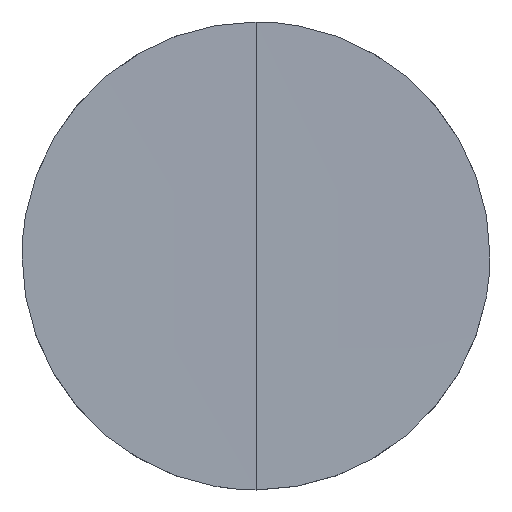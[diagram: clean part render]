
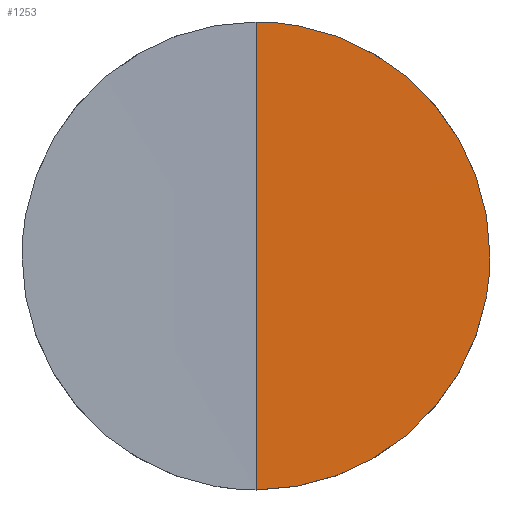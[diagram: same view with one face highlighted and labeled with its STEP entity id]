
A CAD part, top view. The second image highlights one B-rep face of the part: STEP entity #1253.
In plain terms, the highlighted free-form (B-spline) face has degree [3, 3] with [4, 4] control points.
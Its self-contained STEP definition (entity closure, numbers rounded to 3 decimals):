
#47 = B_SPLINE_CURVE_WITH_KNOTS ( 'NONE', 3,
 ( #1288, #795, #1281, #450 ),
 .UNSPECIFIED., .F., .F.,
 ( 4, 4 ),
 ( 0.027, 0.059 ),
 .UNSPECIFIED. ) ;
#81 = VERTEX_POINT ( 'NONE', #272 ) ;
#131 = CARTESIAN_POINT ( 'NONE',  ( 3.365, 20.866, -17.986 ) ) ;
#203 = B_SPLINE_CURVE_WITH_KNOTS ( 'NONE', 3,
 ( #957, #943, #1454, #1625, #483, #1976, #791, #1962, #1447, #2114, #1109, #1298, #799, #297, #1806, #1814, #453, #1648 ),
 .UNSPECIFIED., .F., .F.,
 ( 4, 2, 2, 2, 2, 2, 2, 2, 4 ),
 ( 0.011, 0.012, 0.013, 0.014, 0.014, 0.015, 0.016, 0.017, 0.018 ),
 .UNSPECIFIED. ) ;
#272 = CARTESIAN_POINT ( 'NONE',  ( 0., 20.8, -17.987 ) ) ;
#297 = CARTESIAN_POINT ( 'NONE',  ( 1.545, 20.555, -17.986 ) ) ;
#334 = CARTESIAN_POINT ( 'NONE',  ( 1.548, 11.445, -17.943 ) ) ;
#340 = CARTESIAN_POINT ( 'NONE',  ( 2.927, 12.183, -17.947 ) ) ;
#442 = CARTESIAN_POINT ( 'NONE',  ( 3.341, 11.15, -17.94 ) ) ;
#450 = CARTESIAN_POINT ( 'NONE',  ( 0., 11.2, -17.942 ) ) ;
#453 = CARTESIAN_POINT ( 'NONE',  ( 0.313, 20.8, -17.987 ) ) ;
#474 = VERTEX_POINT ( 'NONE', #1883 ) ;
#483 = CARTESIAN_POINT ( 'NONE',  ( 4.555, 17.546, -17.972 ) ) ;
#512 = CARTESIAN_POINT ( 'NONE',  ( 4.647, 14.755, -17.959 ) ) ;
#519 = B_SPLINE_SURFACE_WITH_KNOTS ( 'NONE', 3, 3, ( 
 ( #633, #1465, #131, #1435 ),
 ( #939, #1128, #603, #2111 ),
 ( #1458, #2120, #1958, #1106 ),
 ( #955, #1797, #442, #625 ) ),
 .UNSPECIFIED., .F., .F., .F.,
 ( 4, 4 ),
 ( 4, 4 ),
 ( 0.027, 0.06 ),
 ( 0., 0.016 ),
 .UNSPECIFIED. ) ;
#603 = CARTESIAN_POINT ( 'NONE',  ( 3.36, 17.152, -17.976 ) ) ;
#625 = CARTESIAN_POINT ( 'NONE',  ( 4.835, 11.15, -17.937 ) ) ;
#633 = CARTESIAN_POINT ( 'NONE',  ( 0., 20.866, -17.987 ) ) ;
#658 = FACE_OUTER_BOUND ( 'NONE', #1276, .T. ) ;
#659 = CARTESIAN_POINT ( 'NONE',  ( 2.405, 11.834, -17.945 ) ) ;
#671 = CARTESIAN_POINT ( 'NONE',  ( 3.174, 12.386, -17.948 ) ) ;
#678 = CARTESIAN_POINT ( 'NONE',  ( 4.8, 15.687, -17.964 ) ) ;
#791 = CARTESIAN_POINT ( 'NONE',  ( 4.164, 18.408, -17.976 ) ) ;
#795 = CARTESIAN_POINT ( 'NONE',  ( 0., 17.136, -17.977 ) ) ;
#799 = CARTESIAN_POINT ( 'NONE',  ( 2.127, 20.314, -17.985 ) ) ;
#826 = CARTESIAN_POINT ( 'NONE',  ( 4.555, 14.453, -17.958 ) ) ;
#886 = VERTEX_POINT ( 'NONE', #1396 ) ;
#939 = CARTESIAN_POINT ( 'NONE',  ( 0., 17.152, -17.977 ) ) ;
#943 = CARTESIAN_POINT ( 'NONE',  ( 4.8, 16.313, -17.966 ) ) ;
#955 = CARTESIAN_POINT ( 'NONE',  ( 0., 11.15, -17.942 ) ) ;
#957 = CARTESIAN_POINT ( 'NONE',  ( 4.8, 16., -17.965 ) ) ;
#991 = ORIENTED_EDGE ( 'NONE', *, *, #2005, .T. ) ;
#993 = CARTESIAN_POINT ( 'NONE',  ( 4.8, 16., -17.965 ) ) ;
#1000 = CARTESIAN_POINT ( 'NONE',  ( 4.315, 13.875, -17.955 ) ) ;
#1106 = CARTESIAN_POINT ( 'NONE',  ( 4.851, 13.982, -17.957 ) ) ;
#1109 = CARTESIAN_POINT ( 'NONE',  ( 2.927, 19.817, -17.983 ) ) ;
#1128 = CARTESIAN_POINT ( 'NONE',  ( 1.748, 17.152, -17.977 ) ) ;
#1197 = ORIENTED_EDGE ( 'NONE', *, *, #1541, .T. ) ;
#1253 = ADVANCED_FACE ( 'NONE', ( #658 ), #519, .T. ) ;
#1276 = EDGE_LOOP ( 'NONE', ( #1864, #991, #1197 ) ) ;
#1281 = CARTESIAN_POINT ( 'NONE',  ( 0., 14.003, -17.962 ) ) ;
#1288 = CARTESIAN_POINT ( 'NONE',  ( 0., 20.8, -17.987 ) ) ;
#1298 = CARTESIAN_POINT ( 'NONE',  ( 2.408, 20.164, -17.984 ) ) ;
#1328 = CARTESIAN_POINT ( 'NONE',  ( 2.129, 11.687, -17.945 ) ) ;
#1396 = CARTESIAN_POINT ( 'NONE',  ( 0., 11.2, -17.942 ) ) ;
#1399 = EDGE_CURVE ( 'NONE', #81, #886, #47, .T. ) ;
#1435 = CARTESIAN_POINT ( 'NONE',  ( 4.869, 20.866, -17.982 ) ) ;
#1447 = CARTESIAN_POINT ( 'NONE',  ( 3.618, 19.17, -17.98 ) ) ;
#1454 = CARTESIAN_POINT ( 'NONE',  ( 4.769, 16.631, -17.968 ) ) ;
#1458 = CARTESIAN_POINT ( 'NONE',  ( 0., 13.982, -17.962 ) ) ;
#1465 = CARTESIAN_POINT ( 'NONE',  ( 1.75, 20.866, -17.987 ) ) ;
#1541 = EDGE_CURVE ( 'NONE', #474, #81, #203, .T. ) ;
#1625 = CARTESIAN_POINT ( 'NONE',  ( 4.646, 17.246, -17.971 ) ) ;
#1648 = CARTESIAN_POINT ( 'NONE',  ( 0., 20.8, -17.987 ) ) ;
#1655 = CARTESIAN_POINT ( 'NONE',  ( 3.815, 13.07, -17.951 ) ) ;
#1669 = CARTESIAN_POINT ( 'NONE',  ( 0.317, 11.2, -17.942 ) ) ;
#1797 = CARTESIAN_POINT ( 'NONE',  ( 1.738, 11.15, -17.942 ) ) ;
#1806 = CARTESIAN_POINT ( 'NONE',  ( 1.246, 20.646, -17.987 ) ) ;
#1814 = CARTESIAN_POINT ( 'NONE',  ( 0.631, 20.769, -17.987 ) ) ;
#1837 = CARTESIAN_POINT ( 'NONE',  ( 0.629, 11.231, -17.942 ) ) ;
#1843 = CARTESIAN_POINT ( 'NONE',  ( 3.617, 12.829, -17.95 ) ) ;
#1856 = CARTESIAN_POINT ( 'NONE',  ( 0., 11.2, -17.942 ) ) ;
#1864 = ORIENTED_EDGE ( 'NONE', *, *, #1399, .T. ) ;
#1883 = CARTESIAN_POINT ( 'NONE',  ( 4.8, 16., -17.965 ) ) ;
#1958 = CARTESIAN_POINT ( 'NONE',  ( 3.352, 13.982, -17.96 ) ) ;
#1962 = CARTESIAN_POINT ( 'NONE',  ( 3.817, 18.928, -17.979 ) ) ;
#1976 = CARTESIAN_POINT ( 'NONE',  ( 4.315, 18.126, -17.975 ) ) ;
#1984 = CARTESIAN_POINT ( 'NONE',  ( 4.77, 15.375, -17.962 ) ) ;
#1998 = CARTESIAN_POINT ( 'NONE',  ( 1.243, 11.353, -17.943 ) ) ;
#2005 = EDGE_CURVE ( 'NONE', #886, #474, #2073, .T. ) ;
#2006 = CARTESIAN_POINT ( 'NONE',  ( 4.166, 13.595, -17.954 ) ) ;
#2073 = B_SPLINE_CURVE_WITH_KNOTS ( 'NONE', 3,
 ( #1856, #1669, #1837, #1998, #334, #1328, #659, #340, #671, #1843, #1655, #2006, #1000, #826, #512, #1984, #678, #993 ),
 .UNSPECIFIED., .F., .F.,
 ( 4, 2, 2, 2, 2, 2, 2, 2, 4 ),
 ( 0.003, 0.004, 0.005, 0.006, 0.007, 0.008, 0.009, 0.01, 0.011 ),
 .UNSPECIFIED. ) ;
#2111 = CARTESIAN_POINT ( 'NONE',  ( 4.862, 17.152, -17.972 ) ) ;
#2114 = CARTESIAN_POINT ( 'NONE',  ( 3.17, 19.618, -17.982 ) ) ;
#2120 = CARTESIAN_POINT ( 'NONE',  ( 1.743, 13.982, -17.962 ) ) ;
